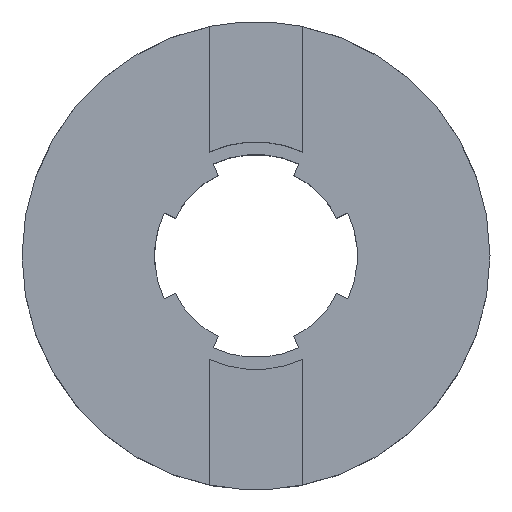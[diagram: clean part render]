
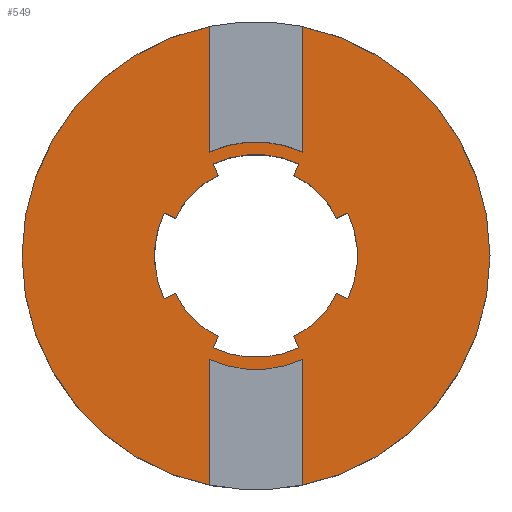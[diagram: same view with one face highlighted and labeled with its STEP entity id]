
A CAD part, top view. The second image highlights one B-rep face of the part: STEP entity #549.
In plain terms, the highlighted planar face has unit normal (0, 0, 1).
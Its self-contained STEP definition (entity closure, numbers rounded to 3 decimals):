
#15=FACE_BOUND('',#87,.T.);
#22=PLANE('',#607);
#56=FACE_OUTER_BOUND('',#86,.T.);
#86=EDGE_LOOP('',(#429,#430,#431,#432,#433,#434,#435,#436,#437));
#87=EDGE_LOOP('',(#438,#439,#440,#441,#442,#443,#444,#445,#446,#447,#448,
#449,#450,#451,#452,#453));
#122=LINE('',#865,#173);
#125=LINE('',#873,#176);
#128=LINE('',#881,#179);
#131=LINE('',#889,#182);
#132=LINE('',#893,#183);
#133=LINE('',#899,#184);
#134=LINE('',#903,#185);
#135=LINE('',#907,#186);
#136=LINE('',#911,#187);
#137=LINE('',#915,#188);
#138=LINE('',#918,#189);
#139=LINE('',#922,#190);
#173=VECTOR('',#686,10.);
#176=VECTOR('',#695,10.);
#179=VECTOR('',#704,10.);
#182=VECTOR('',#713,10.);
#183=VECTOR('',#716,10.);
#184=VECTOR('',#721,10.);
#185=VECTOR('',#724,10.);
#186=VECTOR('',#727,10.);
#187=VECTOR('',#730,10.);
#188=VECTOR('',#733,10.);
#189=VECTOR('',#736,10.);
#190=VECTOR('',#739,10.);
#222=CIRCLE('',#596,3.25);
#223=CIRCLE('',#599,2.85);
#224=CIRCLE('',#602,3.25);
#225=CIRCLE('',#605,2.85);
#226=CIRCLE('',#608,7.5);
#227=CIRCLE('',#609,7.5);
#228=CIRCLE('',#610,3.65);
#229=CIRCLE('',#611,7.5);
#230=CIRCLE('',#612,3.65);
#231=CIRCLE('',#613,3.25);
#232=CIRCLE('',#614,2.85);
#233=CIRCLE('',#615,3.25);
#234=CIRCLE('',#616,2.85);
#260=VERTEX_POINT('',#857);
#261=VERTEX_POINT('',#859);
#262=VERTEX_POINT('',#863);
#263=VERTEX_POINT('',#867);
#264=VERTEX_POINT('',#871);
#265=VERTEX_POINT('',#875);
#266=VERTEX_POINT('',#879);
#267=VERTEX_POINT('',#883);
#268=VERTEX_POINT('',#887);
#269=VERTEX_POINT('',#891);
#270=VERTEX_POINT('',#892);
#271=VERTEX_POINT('',#894);
#272=VERTEX_POINT('',#896);
#273=VERTEX_POINT('',#898);
#274=VERTEX_POINT('',#900);
#275=VERTEX_POINT('',#902);
#276=VERTEX_POINT('',#904);
#277=VERTEX_POINT('',#906);
#278=VERTEX_POINT('',#909);
#279=VERTEX_POINT('',#910);
#280=VERTEX_POINT('',#912);
#281=VERTEX_POINT('',#914);
#282=VERTEX_POINT('',#916);
#283=VERTEX_POINT('',#919);
#284=VERTEX_POINT('',#921);
#316=EDGE_CURVE('',#261,#260,#222,.T.);
#319=EDGE_CURVE('',#260,#262,#122,.T.);
#321=EDGE_CURVE('',#262,#263,#223,.T.);
#323=EDGE_CURVE('',#263,#264,#125,.T.);
#325=EDGE_CURVE('',#264,#265,#224,.T.);
#327=EDGE_CURVE('',#265,#266,#128,.T.);
#329=EDGE_CURVE('',#266,#267,#225,.T.);
#331=EDGE_CURVE('',#267,#268,#131,.T.);
#332=EDGE_CURVE('',#269,#270,#132,.T.);
#333=EDGE_CURVE('',#270,#271,#226,.T.);
#334=EDGE_CURVE('',#271,#272,#227,.T.);
#335=EDGE_CURVE('',#272,#273,#133,.T.);
#336=EDGE_CURVE('',#273,#274,#228,.T.);
#337=EDGE_CURVE('',#274,#275,#134,.T.);
#338=EDGE_CURVE('',#275,#276,#229,.T.);
#339=EDGE_CURVE('',#276,#277,#135,.T.);
#340=EDGE_CURVE('',#277,#269,#230,.T.);
#341=EDGE_CURVE('',#278,#279,#136,.T.);
#342=EDGE_CURVE('',#279,#280,#231,.T.);
#343=EDGE_CURVE('',#280,#281,#137,.T.);
#344=EDGE_CURVE('',#281,#282,#232,.T.);
#345=EDGE_CURVE('',#282,#261,#138,.T.);
#346=EDGE_CURVE('',#268,#283,#233,.T.);
#347=EDGE_CURVE('',#283,#284,#139,.T.);
#348=EDGE_CURVE('',#284,#278,#234,.T.);
#429=ORIENTED_EDGE('',*,*,#332,.T.);
#430=ORIENTED_EDGE('',*,*,#333,.T.);
#431=ORIENTED_EDGE('',*,*,#334,.T.);
#432=ORIENTED_EDGE('',*,*,#335,.T.);
#433=ORIENTED_EDGE('',*,*,#336,.T.);
#434=ORIENTED_EDGE('',*,*,#337,.T.);
#435=ORIENTED_EDGE('',*,*,#338,.T.);
#436=ORIENTED_EDGE('',*,*,#339,.T.);
#437=ORIENTED_EDGE('',*,*,#340,.T.);
#438=ORIENTED_EDGE('',*,*,#341,.T.);
#439=ORIENTED_EDGE('',*,*,#342,.T.);
#440=ORIENTED_EDGE('',*,*,#343,.T.);
#441=ORIENTED_EDGE('',*,*,#344,.T.);
#442=ORIENTED_EDGE('',*,*,#345,.T.);
#443=ORIENTED_EDGE('',*,*,#316,.T.);
#444=ORIENTED_EDGE('',*,*,#319,.T.);
#445=ORIENTED_EDGE('',*,*,#321,.T.);
#446=ORIENTED_EDGE('',*,*,#323,.T.);
#447=ORIENTED_EDGE('',*,*,#325,.T.);
#448=ORIENTED_EDGE('',*,*,#327,.T.);
#449=ORIENTED_EDGE('',*,*,#329,.T.);
#450=ORIENTED_EDGE('',*,*,#331,.T.);
#451=ORIENTED_EDGE('',*,*,#346,.T.);
#452=ORIENTED_EDGE('',*,*,#347,.T.);
#453=ORIENTED_EDGE('',*,*,#348,.T.);
#549=ADVANCED_FACE('',(#56,#15),#22,.T.);
#596=AXIS2_PLACEMENT_3D('',#860,#680,#681);
#599=AXIS2_PLACEMENT_3D('',#869,#690,#691);
#602=AXIS2_PLACEMENT_3D('',#877,#699,#700);
#605=AXIS2_PLACEMENT_3D('',#885,#708,#709);
#607=AXIS2_PLACEMENT_3D('',#890,#714,#715);
#608=AXIS2_PLACEMENT_3D('',#895,#717,#718);
#609=AXIS2_PLACEMENT_3D('',#897,#719,#720);
#610=AXIS2_PLACEMENT_3D('',#901,#722,#723);
#611=AXIS2_PLACEMENT_3D('',#905,#725,#726);
#612=AXIS2_PLACEMENT_3D('',#908,#728,#729);
#613=AXIS2_PLACEMENT_3D('',#913,#731,#732);
#614=AXIS2_PLACEMENT_3D('',#917,#734,#735);
#615=AXIS2_PLACEMENT_3D('',#920,#737,#738);
#616=AXIS2_PLACEMENT_3D('',#923,#740,#741);
#680=DIRECTION('center_axis',(0.,0.,-1.));
#681=DIRECTION('ref_axis',(1.,0.,0.));
#686=DIRECTION('',(-0.906,0.423,0.));
#690=DIRECTION('center_axis',(0.,0.,-1.));
#691=DIRECTION('ref_axis',(0.423,-0.906,0.));
#695=DIRECTION('',(0.423,-0.906,0.));
#699=DIRECTION('center_axis',(0.,0.,-1.));
#700=DIRECTION('ref_axis',(-0.423,-0.906,0.));
#704=DIRECTION('',(0.423,0.906,0.));
#708=DIRECTION('center_axis',(0.,0.,-1.));
#709=DIRECTION('ref_axis',(-0.906,-0.423,0.));
#713=DIRECTION('',(-0.906,-0.423,0.));
#714=DIRECTION('center_axis',(0.,0.,1.));
#715=DIRECTION('ref_axis',(-1.,0.,0.));
#716=DIRECTION('',(0.,-1.,0.));
#717=DIRECTION('center_axis',(0.,0.,1.));
#718=DIRECTION('ref_axis',(-1.,0.,0.));
#719=DIRECTION('center_axis',(0.,0.,1.));
#720=DIRECTION('ref_axis',(-1.,0.,0.));
#721=DIRECTION('',(0.,-1.,0.));
#722=DIRECTION('center_axis',(0.,0.,1.));
#723=DIRECTION('ref_axis',(-1.,0.,0.));
#724=DIRECTION('',(0.,1.,0.));
#725=DIRECTION('center_axis',(0.,0.,1.));
#726=DIRECTION('ref_axis',(-1.,0.,0.));
#727=DIRECTION('',(0.,1.,0.));
#728=DIRECTION('center_axis',(0.,0.,1.));
#729=DIRECTION('ref_axis',(-1.,0.,0.));
#730=DIRECTION('',(-0.423,0.906,0.));
#731=DIRECTION('center_axis',(0.,0.,-1.));
#732=DIRECTION('ref_axis',(1.,0.,0.));
#733=DIRECTION('',(-0.423,-0.906,0.));
#734=DIRECTION('center_axis',(0.,0.,-1.));
#735=DIRECTION('ref_axis',(1.,0.,0.));
#736=DIRECTION('',(0.906,0.423,0.));
#737=DIRECTION('center_axis',(0.,0.,-1.));
#738=DIRECTION('ref_axis',(1.,0.,0.));
#739=DIRECTION('',(0.906,-0.423,0.));
#740=DIRECTION('center_axis',(0.,0.,-1.));
#741=DIRECTION('ref_axis',(-0.423,0.906,0.));
#857=CARTESIAN_POINT('',(2.946,-1.374,5.));
#859=CARTESIAN_POINT('',(2.946,1.374,5.));
#860=CARTESIAN_POINT('Origin',(0.,0.,5.));
#863=CARTESIAN_POINT('',(2.583,-1.204,5.));
#865=CARTESIAN_POINT('',(1.359,-0.634,5.));
#867=CARTESIAN_POINT('',(1.204,-2.583,5.));
#869=CARTESIAN_POINT('Origin',(0.,0.,
5.));
#871=CARTESIAN_POINT('',(1.374,-2.946,5.));
#873=CARTESIAN_POINT('',(1.204,-2.583,5.));
#875=CARTESIAN_POINT('',(-1.374,-2.946,5.));
#877=CARTESIAN_POINT('Origin',(0.,0.,
5.));
#879=CARTESIAN_POINT('',(-1.204,-2.583,5.));
#881=CARTESIAN_POINT('',(-1.374,-2.946,5.));
#883=CARTESIAN_POINT('',(-2.583,-1.204,5.));
#885=CARTESIAN_POINT('Origin',(0.,0.,
5.));
#887=CARTESIAN_POINT('',(-2.946,-1.374,5.));
#889=CARTESIAN_POINT('',(-2.583,-1.204,5.));
#890=CARTESIAN_POINT('Origin',(0.,0.,5.));
#891=CARTESIAN_POINT('',(1.5,-3.328,5.));
#892=CARTESIAN_POINT('',(1.5,-7.348,5.));
#893=CARTESIAN_POINT('',(1.5,-3.674,5.));
#894=CARTESIAN_POINT('',(7.5,0.,5.));
#895=CARTESIAN_POINT('Origin',(0.,0.,5.));
#896=CARTESIAN_POINT('',(1.5,7.348,5.));
#897=CARTESIAN_POINT('Origin',(0.,0.,5.));
#898=CARTESIAN_POINT('',(1.5,3.328,5.));
#899=CARTESIAN_POINT('',(1.5,1.664,5.));
#900=CARTESIAN_POINT('',(-1.5,3.328,5.));
#901=CARTESIAN_POINT('Origin',(0.,0.,
5.));
#902=CARTESIAN_POINT('',(-1.5,7.348,5.));
#903=CARTESIAN_POINT('',(-1.5,3.674,5.));
#904=CARTESIAN_POINT('',(-1.5,-7.348,5.));
#905=CARTESIAN_POINT('Origin',(0.,0.,5.));
#906=CARTESIAN_POINT('',(-1.5,-3.328,5.));
#907=CARTESIAN_POINT('',(-1.5,-1.664,5.));
#908=CARTESIAN_POINT('Origin',(0.,0.,
5.));
#909=CARTESIAN_POINT('',(-1.204,2.583,5.));
#910=CARTESIAN_POINT('',(-1.374,2.946,5.));
#911=CARTESIAN_POINT('',(-1.204,2.583,5.));
#912=CARTESIAN_POINT('',(1.374,2.946,5.));
#913=CARTESIAN_POINT('Origin',(0.,0.,5.));
#914=CARTESIAN_POINT('',(1.204,2.583,5.));
#915=CARTESIAN_POINT('',(0.,0.,5.));
#916=CARTESIAN_POINT('',(2.583,1.204,5.));
#917=CARTESIAN_POINT('Origin',(0.,0.,5.));
#918=CARTESIAN_POINT('',(0.,0.,5.));
#919=CARTESIAN_POINT('',(-2.946,1.374,5.));
#920=CARTESIAN_POINT('Origin',(0.,0.,5.));
#921=CARTESIAN_POINT('',(-2.583,1.204,5.));
#922=CARTESIAN_POINT('',(-1.359,0.634,5.));
#923=CARTESIAN_POINT('Origin',(0.,0.,
5.));
